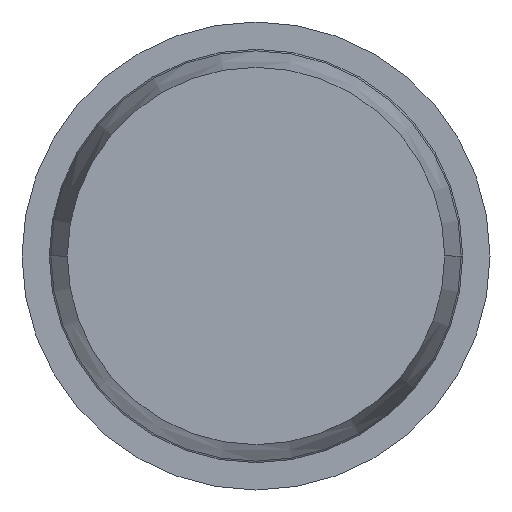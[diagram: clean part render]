
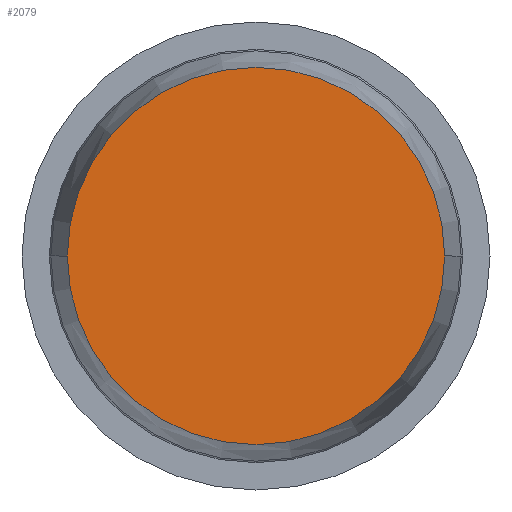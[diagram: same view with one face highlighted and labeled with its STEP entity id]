
A CAD part, front view. The second image highlights one B-rep face of the part: STEP entity #2079.
In plain terms, the highlighted planar face has unit normal (0, -1, 0).
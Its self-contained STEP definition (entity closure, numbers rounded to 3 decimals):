
#48 = EDGE_CURVE ( 'Defeature ausgef�hrt1_2+Defeature ausgef�hrt1_11+Defeature ausgef�hrt1_11+Defeature ausgef�hrt1_11', #3581, #3621, #3708, .T. ) ;
#476 = AXIS2_PLACEMENT_3D ( 'NONE', #2476, #512, #2169 ) ;
#512 = DIRECTION ( 'NONE',  ( 0., -1., 0. ) ) ;
#654 = CARTESIAN_POINT ( 'NONE',  ( 1.209, -19., 0. ) ) ;
#774 = CIRCLE ( 'NONE', #2161, 1.209 ) ;
#1083 = ORIENTED_EDGE ( 'NONE', *, *, #3164, .T. ) ;
#1197 = EDGE_LOOP ( 'NONE', ( #2275, #1083 ) ) ;
#1273 = CARTESIAN_POINT ( 'NONE',  ( -1.209, -19., 0. ) ) ;
#1883 = DIRECTION ( 'NONE',  ( 0., -1., 0. ) ) ;
#1898 = DIRECTION ( 'NONE',  ( 1., 0., 0. ) ) ;
#2079 = ADVANCED_FACE ( 'Defeature ausgef�hrt1_2', ( #3283 ), #2496, .T. ) ;
#2161 = AXIS2_PLACEMENT_3D ( 'NONE', #2555, #2600, #2849 ) ;
#2169 = DIRECTION ( 'NONE',  ( 1., 0., 0. ) ) ;
#2275 = ORIENTED_EDGE ( 'NONE', *, *, #48, .T. ) ;
#2474 = AXIS2_PLACEMENT_3D ( 'NONE', #2796, #1883, #1898 ) ;
#2476 = CARTESIAN_POINT ( 'NONE',  ( 0., -19., 0. ) ) ;
#2496 = PLANE ( 'NONE',  #2474 ) ;
#2555 = CARTESIAN_POINT ( 'NONE',  ( 0., -19., 0. ) ) ;
#2600 = DIRECTION ( 'NONE',  ( 0., -1., 0. ) ) ;
#2796 = CARTESIAN_POINT ( 'NONE',  ( 0., -19., 0. ) ) ;
#2849 = DIRECTION ( 'NONE',  ( 1., 0., 0. ) ) ;
#3164 = EDGE_CURVE ( 'Defeature ausgef�hrt1_2+Defeature ausgef�hrt1_11+Defeature ausgef�hrt1_11+Defeature ausgef�hrt1_11', #3621, #3581, #774, .T. ) ;
#3283 = FACE_OUTER_BOUND ( 'NONE', #1197, .T. ) ;
#3581 = VERTEX_POINT ( 'NONE', #1273 ) ;
#3621 = VERTEX_POINT ( 'NONE', #654 ) ;
#3708 = CIRCLE ( 'NONE', #476, 1.209 ) ;
